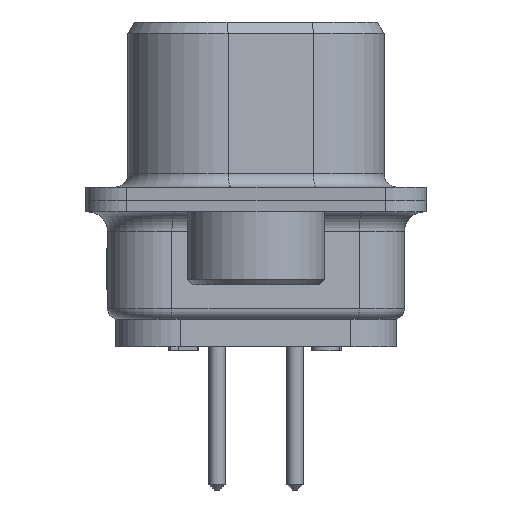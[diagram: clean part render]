
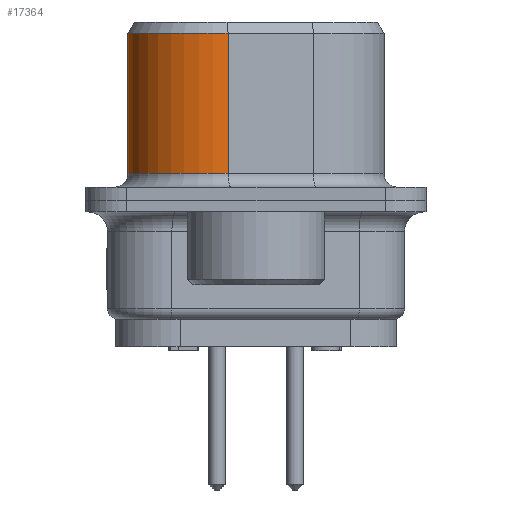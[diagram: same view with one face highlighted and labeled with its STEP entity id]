
A CAD part, left-side view. The second image highlights one B-rep face of the part: STEP entity #17364.
In plain terms, the highlighted cylindrical face has radius 3.1 mm (diameter 6.2 mm), a partial arc.
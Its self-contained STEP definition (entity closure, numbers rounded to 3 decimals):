
#1333=LINE('',#32025,#2787);
#1410=LINE('',#32229,#2864);
#2787=VECTOR('',#22917,1000.);
#2864=VECTOR('',#23074,1000.);
#3941=CIRCLE('',#19899,3.1);
#3942=CIRCLE('',#19900,3.1);
#4288=CYLINDRICAL_SURFACE('',#19898,3.1);
#6844=ORIENTED_EDGE('',*,*,#10457,.F.);
#6845=ORIENTED_EDGE('',*,*,#10356,.F.);
#6846=ORIENTED_EDGE('',*,*,#10458,.F.);
#6847=ORIENTED_EDGE('',*,*,#10455,.T.);
#10356=EDGE_CURVE('',#12400,#12398,#1333,.T.);
#10455=EDGE_CURVE('',#12488,#12487,#1410,.T.);
#10457=EDGE_CURVE('',#12398,#12487,#3941,.T.);
#10458=EDGE_CURVE('',#12488,#12400,#3942,.T.);
#12398=VERTEX_POINT('',#32020);
#12400=VERTEX_POINT('',#32024);
#12487=VERTEX_POINT('',#32228);
#12488=VERTEX_POINT('',#32230);
#14051=EDGE_LOOP('',(#6844,#6845,#6846,#6847));
#15504=FACE_BOUND('',#14051,.T.);
#17364=ADVANCED_FACE('',(#15504),#4288,.T.);
#19898=AXIS2_PLACEMENT_3D('',#32232,#23076,#23077);
#19899=AXIS2_PLACEMENT_3D('',#32233,#23078,#23079);
#19900=AXIS2_PLACEMENT_3D('',#32234,#23080,#23081);
#22917=DIRECTION('',(0.,0.,-1.));
#23074=DIRECTION('',(0.,0.,-1.));
#23076=DIRECTION('',(0.,0.,-1.));
#23077=DIRECTION('',(0.985,-0.174,0.));
#23078=DIRECTION('',(0.,0.,-1.));
#23079=DIRECTION('',(0.985,-0.174,0.));
#23080=DIRECTION('',(0.,0.,1.));
#23081=DIRECTION('',(0.766,0.643,0.));
#32020=CARTESIAN_POINT('',(25.1,4.65,-6.1));
#32024=CARTESIAN_POINT('',(25.1,4.65,-1.));
#32025=CARTESIAN_POINT('',(25.1,4.65,0.));
#32228=CARTESIAN_POINT('',(28.153,1.012,-6.1));
#32229=CARTESIAN_POINT('',(28.153,1.012,0.));
#32230=CARTESIAN_POINT('',(28.153,1.012,-1.));
#32232=CARTESIAN_POINT('',(25.1,1.55,0.));
#32233=CARTESIAN_POINT('',(25.1,1.55,-6.1));
#32234=CARTESIAN_POINT('',(25.1,1.55,-1.));
